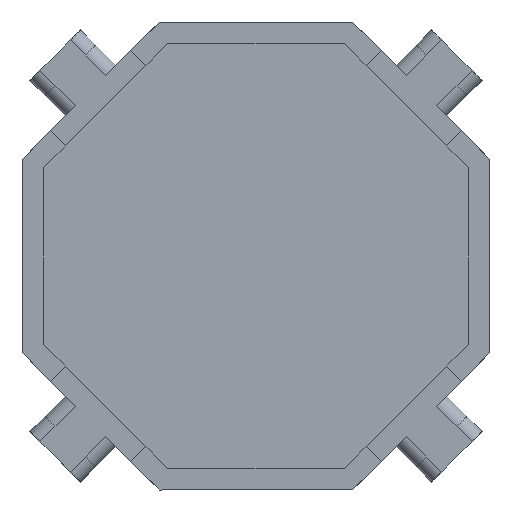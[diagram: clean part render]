
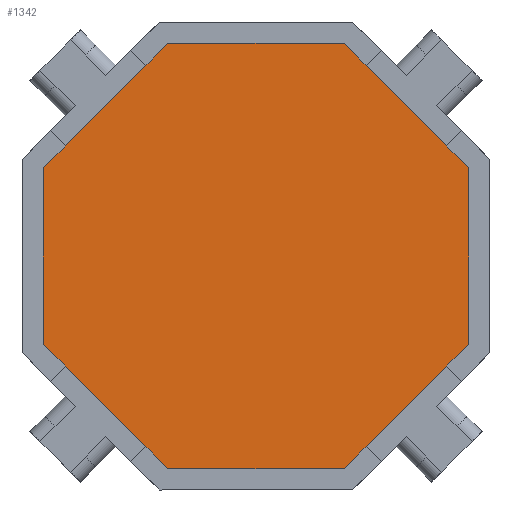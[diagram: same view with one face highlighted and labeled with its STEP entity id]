
A CAD part, front view. The second image highlights one B-rep face of the part: STEP entity #1342.
In plain terms, the highlighted planar face has unit normal (0, -1, 0).
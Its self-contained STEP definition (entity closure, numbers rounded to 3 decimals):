
#119 = CARTESIAN_POINT ( 'NONE',  ( -1.568, 2.64, 3.785 ) ) ;
#227 = EDGE_CURVE ( 'NONE', #3018, #1509, #1068, .T. ) ;
#236 = CARTESIAN_POINT ( 'NONE',  ( 1.568, 2.64, 3.785 ) ) ;
#238 = VERTEX_POINT ( 'NONE', #851 ) ;
#275 = DIRECTION ( 'NONE',  ( -1., 0., 0. ) ) ;
#303 = ORIENTED_EDGE ( 'NONE', *, *, #1795, .T. ) ;
#337 = ORIENTED_EDGE ( 'NONE', *, *, #227, .T. ) ;
#360 = CARTESIAN_POINT ( 'NONE',  ( 3.785, 2.64, -1.568 ) ) ;
#377 = VERTEX_POINT ( 'NONE', #546 ) ;
#378 = EDGE_CURVE ( 'NONE', #1509, #1021, #2451, .T. ) ;
#394 = CARTESIAN_POINT ( 'NONE',  ( 3.785, 2.64, -1.568 ) ) ;
#415 = DIRECTION ( 'NONE',  ( 0., 0., 1. ) ) ;
#419 = EDGE_LOOP ( 'NONE', ( #303, #337, #489, #504, #522, #652, #718, #728 ) ) ;
#467 = EDGE_CURVE ( 'NONE', #1786, #238, #1187, .T. ) ;
#469 = CARTESIAN_POINT ( 'NONE',  ( 1.568, 2.64, 3.785 ) ) ;
#476 = FACE_OUTER_BOUND ( 'NONE', #419, .T. ) ;
#489 = ORIENTED_EDGE ( 'NONE', *, *, #378, .T. ) ;
#504 = ORIENTED_EDGE ( 'NONE', *, *, #785, .T. ) ;
#522 = ORIENTED_EDGE ( 'NONE', *, *, #689, .T. ) ;
#546 = CARTESIAN_POINT ( 'NONE',  ( -1.568, 2.64, -3.785 ) ) ;
#652 = ORIENTED_EDGE ( 'NONE', *, *, #2255, .T. ) ;
#689 = EDGE_CURVE ( 'NONE', #2691, #377, #1212, .T. ) ;
#718 = ORIENTED_EDGE ( 'NONE', *, *, #2339, .T. ) ;
#728 = ORIENTED_EDGE ( 'NONE', *, *, #467, .T. ) ;
#785 = EDGE_CURVE ( 'NONE', #1021, #2691, #2722, .T. ) ;
#851 = CARTESIAN_POINT ( 'NONE',  ( 3.785, 2.64, 1.568 ) ) ;
#939 = VECTOR ( 'NONE', #1577, 1000. ) ;
#1015 = LINE ( 'NONE', #1565, #939 ) ;
#1021 = VERTEX_POINT ( 'NONE', #1075 ) ;
#1068 = LINE ( 'NONE', #236, #2420 ) ;
#1075 = CARTESIAN_POINT ( 'NONE',  ( -3.785, 2.64, 1.568 ) ) ;
#1147 = DIRECTION ( 'NONE',  ( -0.707, 0., 0.707 ) ) ;
#1155 = VECTOR ( 'NONE', #1965, 1000. ) ;
#1187 = LINE ( 'NONE', #360, #2239 ) ;
#1212 = LINE ( 'NONE', #1938, #1155 ) ;
#1232 = DIRECTION ( 'NONE',  ( 1., 0., 0. ) ) ;
#1235 = LINE ( 'NONE', #1793, #1928 ) ;
#1342 = ADVANCED_FACE ( 'NONE', ( #476 ), #1635, .T. ) ;
#1509 = VERTEX_POINT ( 'NONE', #2263 ) ;
#1553 = VECTOR ( 'NONE', #2386, 1000. ) ;
#1565 = CARTESIAN_POINT ( 'NONE',  ( 1.568, 2.64, -3.785 ) ) ;
#1577 = DIRECTION ( 'NONE',  ( 0.707, 0., 0.707 ) ) ;
#1635 = PLANE ( 'NONE',  #3010 ) ;
#1673 = VERTEX_POINT ( 'NONE', #1941 ) ;
#1741 = CARTESIAN_POINT ( 'NONE',  ( 0., 2.64, 0. ) ) ;
#1742 = VECTOR ( 'NONE', #1232, 1000. ) ;
#1765 = DIRECTION ( 'NONE',  ( 0., -1., 0. ) ) ;
#1770 = DIRECTION ( 'NONE',  ( 0., 0., -1. ) ) ;
#1786 = VERTEX_POINT ( 'NONE', #394 ) ;
#1793 = CARTESIAN_POINT ( 'NONE',  ( 3.785, 2.64, 1.568 ) ) ;
#1795 = EDGE_CURVE ( 'NONE', #238, #3018, #1235, .T. ) ;
#1878 = VECTOR ( 'NONE', #2150, 1000. ) ;
#1928 = VECTOR ( 'NONE', #1147, 1000. ) ;
#1938 = CARTESIAN_POINT ( 'NONE',  ( -3.785, 2.64, -1.568 ) ) ;
#1941 = CARTESIAN_POINT ( 'NONE',  ( 1.568, 2.64, -3.785 ) ) ;
#1965 = DIRECTION ( 'NONE',  ( 0.707, 0., -0.707 ) ) ;
#2150 = DIRECTION ( 'NONE',  ( -0.707, 0., -0.707 ) ) ;
#2239 = VECTOR ( 'NONE', #415, 1000. ) ;
#2255 = EDGE_CURVE ( 'NONE', #377, #1673, #2294, .T. ) ;
#2263 = CARTESIAN_POINT ( 'NONE',  ( -1.568, 2.64, 3.785 ) ) ;
#2274 = CARTESIAN_POINT ( 'NONE',  ( -1.568, 2.64, -3.785 ) ) ;
#2294 = LINE ( 'NONE', #2274, #1742 ) ;
#2339 = EDGE_CURVE ( 'NONE', #1673, #1786, #1015, .T. ) ;
#2386 = DIRECTION ( 'NONE',  ( 0., 0., -1. ) ) ;
#2420 = VECTOR ( 'NONE', #275, 1000. ) ;
#2451 = LINE ( 'NONE', #119, #1878 ) ;
#2546 = CARTESIAN_POINT ( 'NONE',  ( -3.785, 2.64, 1.568 ) ) ;
#2691 = VERTEX_POINT ( 'NONE', #2781 ) ;
#2722 = LINE ( 'NONE', #2546, #1553 ) ;
#2781 = CARTESIAN_POINT ( 'NONE',  ( -3.785, 2.64, -1.568 ) ) ;
#3010 = AXIS2_PLACEMENT_3D ( 'NONE', #1741, #1765, #1770 ) ;
#3018 = VERTEX_POINT ( 'NONE', #469 ) ;
